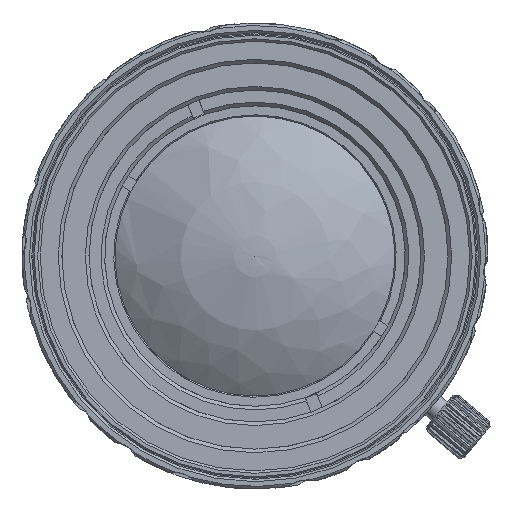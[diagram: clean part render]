
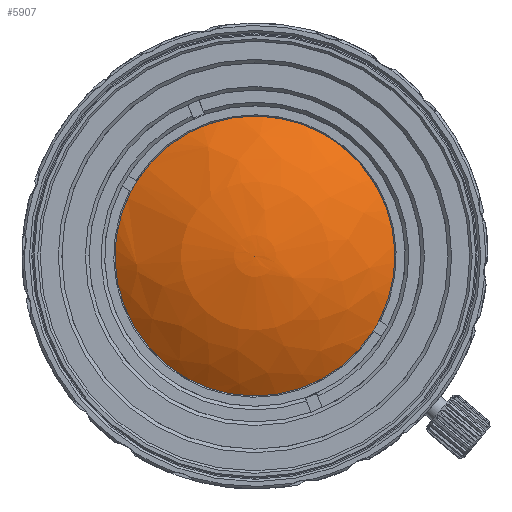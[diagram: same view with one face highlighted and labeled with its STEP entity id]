
A CAD part, left-side view. The second image highlights one B-rep face of the part: STEP entity #5907.
In plain terms, the highlighted face is a revolution surface.
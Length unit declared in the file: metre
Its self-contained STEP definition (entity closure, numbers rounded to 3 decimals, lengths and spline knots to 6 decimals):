
#5907=ADVANCED_FACE('0:66183',(#15483,#15484),#15485,.F.);
#10969=EDGE_CURVE('5:2270',#22716,#22716,#22717,.T.);
#15483=FACE_OUTER_BOUND('',#32217,.T.);
#15484=FACE_BOUND('',#32218,.T.);
#15485=SURFACE_OF_REVOLUTION('',#32219,#32220);
#22716=VERTEX_POINT('',#50492);
#22717=B_SPLINE_CURVE_WITH_KNOTS('',3,(#50493,#50494,#50495,#50496,#50497,#50498,#50499,#50500,#50501,#50502,#50503,#50504,#50505,#50506,#50507,#50508,#50509,#50510,#50511,#50512,#50513,#50514,#50515,#50516,#50517,#50518,#50519,#50520,#50521,#50522,#50523,#50524,#50525,#50526),.UNSPECIFIED.,.T.,.F.,(2,2,2,2,2,2,2,2,2,2,2,2,2,2,2,2,2,2,2),(-0.0625,0.0,0.0625,0.125,0.1875,0.25,0.3125,0.375,0.4375,0.5,0.5625,0.625,0.6875,0.75,0.8125,0.875,0.9375,1.0,1.0625),.UNSPECIFIED.);
#32217=EDGE_LOOP('',(#63691));
#32218=VERTEX_LOOP('',#63692);
#32219=(B_SPLINE_CURVE(3,(#63694,#63695,#63696,#63697),.UNSPECIFIED.,.F.,.F.)B_SPLINE_CURVE_WITH_KNOTS((4,4),(0.0,1.0),.UNSPECIFIED.)RATIONAL_B_SPLINE_CURVE((1.0,0.333,0.333,1.0))BOUNDED_CURVE()REPRESENTATION_ITEM('')GEOMETRIC_REPRESENTATION_ITEM()CURVE());
#32220=AXIS1_PLACEMENT('',#63704,#63705);
#50492=CARTESIAN_POINT('',(-0.02893,0.001219,0.011536));
#50493=CARTESIAN_POINT('',(-0.02893,0.002729,0.011376));
#50494=CARTESIAN_POINT('',(-0.02893,-0.000291,0.011695));
#50495=CARTESIAN_POINT('',(-0.02893,-0.001832,0.011555));
#50496=CARTESIAN_POINT('',(-0.02893,-0.004745,0.010694));
#50497=CARTESIAN_POINT('',(-0.02893,-0.006115,0.009974));
#50498=CARTESIAN_POINT('',(-0.02893,-0.008476,0.008064));
#50499=CARTESIAN_POINT('',(-0.02893,-0.009466,0.006875));
#50500=CARTESIAN_POINT('',(-0.02893,-0.010916,0.004207));
#50501=CARTESIAN_POINT('',(-0.02893,-0.011376,0.002729));
#50502=CARTESIAN_POINT('',(-0.02893,-0.011695,-0.000291));
#50503=CARTESIAN_POINT('',(-0.02893,-0.011555,-0.001832));
#50504=CARTESIAN_POINT('',(-0.02893,-0.010694,-0.004745));
#50505=CARTESIAN_POINT('',(-0.02893,-0.009974,-0.006115));
#50506=CARTESIAN_POINT('',(-0.02893,-0.008064,-0.008476));
#50507=CARTESIAN_POINT('',(-0.02893,-0.006875,-0.009466));
#50508=CARTESIAN_POINT('',(-0.02893,-0.004207,-0.010916));
#50509=CARTESIAN_POINT('',(-0.02893,-0.002729,-0.011376));
#50510=CARTESIAN_POINT('',(-0.02893,0.000291,-0.011695));
#50511=CARTESIAN_POINT('',(-0.02893,0.001832,-0.011555));
#50512=CARTESIAN_POINT('',(-0.02893,0.004745,-0.010694));
#50513=CARTESIAN_POINT('',(-0.02893,0.006115,-0.009974));
#50514=CARTESIAN_POINT('',(-0.02893,0.008476,-0.008064));
#50515=CARTESIAN_POINT('',(-0.02893,0.009466,-0.006875));
#50516=CARTESIAN_POINT('',(-0.02893,0.010917,-0.004207));
#50517=CARTESIAN_POINT('',(-0.02893,0.011376,-0.002729));
#50518=CARTESIAN_POINT('',(-0.02893,0.011695,0.000291));
#50519=CARTESIAN_POINT('',(-0.02893,0.011555,0.001832));
#50520=CARTESIAN_POINT('',(-0.02893,0.010694,0.004745));
#50521=CARTESIAN_POINT('',(-0.02893,0.009974,0.006115));
#50522=CARTESIAN_POINT('',(-0.02893,0.008064,0.008476));
#50523=CARTESIAN_POINT('',(-0.02893,0.006875,0.009466));
#50524=CARTESIAN_POINT('',(-0.02893,0.004207,0.010916));
#50525=CARTESIAN_POINT('',(-0.02893,0.002729,0.011376));
#50526=CARTESIAN_POINT('',(-0.02893,-0.000291,0.011695));
#63691=ORIENTED_EDGE('',*,*,#10969,.F.);
#63692=VERTEX_POINT('',#70054);
#63694=CARTESIAN_POINT('',(0.007206,0.,0.));
#63695=CARTESIAN_POINT('',(0.007206,-0.03452,-0.01993));
#63696=CARTESIAN_POINT('',(-0.032654,-0.03452,-0.01993));
#63697=CARTESIAN_POINT('',(-0.032654,0.,0.));
#63704=CARTESIAN_POINT('',(-0.012724,0.0,0.0));
#63705=DIRECTION('',(1.0,-0.0,-0.0));
#70054=CARTESIAN_POINT('',(-0.032654,0.,0.));
